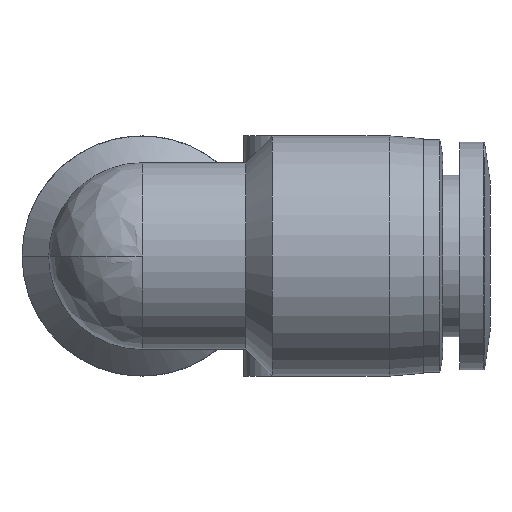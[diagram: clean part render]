
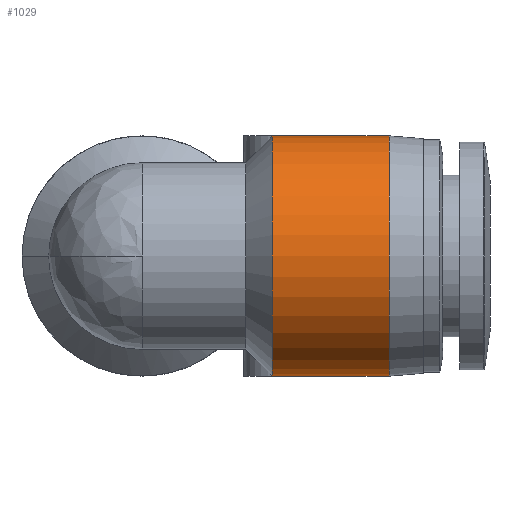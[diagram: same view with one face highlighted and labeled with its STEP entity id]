
A CAD part, left-side view. The second image highlights one B-rep face of the part: STEP entity #1029.
In plain terms, the highlighted cylindrical face has radius 8.75 mm (diameter 17.5 mm), a partial arc.
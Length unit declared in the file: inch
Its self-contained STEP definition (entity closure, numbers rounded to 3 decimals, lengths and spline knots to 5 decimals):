
#15 = AXIS2_PLACEMENT_3D ( 'NONE', #1881, #2149, #1090 ) ;
#80 = ORIENTED_EDGE ( 'NONE', *, *, #119, .F. ) ;
#119 = EDGE_CURVE ( 'NONE', #2674, #3133, #133, .T. ) ;
#133 = LINE ( 'NONE', #496, #682 ) ;
#458 = DIRECTION ( 'NONE',  ( 0., 1., 0. ) ) ;
#477 = AXIS2_PLACEMENT_3D ( 'NONE', #2741, #2724, #2698 ) ;
#496 = CARTESIAN_POINT ( 'NONE',  ( 0., -0.54134, -0.34449 ) ) ;
#548 = CARTESIAN_POINT ( 'NONE',  ( 0., -0.37402, -0.34449 ) ) ;
#630 = CYLINDRICAL_SURFACE ( 'NONE', #15, 0.34449 ) ;
#682 = VECTOR ( 'NONE', #458, 39.37008 ) ;
#786 = CARTESIAN_POINT ( 'NONE',  ( 0., -0.54134, 0.34449 ) ) ;
#928 = AXIS2_PLACEMENT_3D ( 'NONE', #2956, #1327, #3252 ) ;
#929 = EDGE_CURVE ( 'NONE', #3133, #3180, #2613, .T. ) ;
#948 = ORIENTED_EDGE ( 'NONE', *, *, #929, .F. ) ;
#1029 = ADVANCED_FACE ( 'NONE', ( #1226 ), #630, .T. ) ;
#1090 = DIRECTION ( 'NONE',  ( 0., 0., 1. ) ) ;
#1122 = CIRCLE ( 'NONE', #928, 0.34449 ) ;
#1226 = FACE_OUTER_BOUND ( 'NONE', #1992, .T. ) ;
#1327 = DIRECTION ( 'NONE',  ( 0., 1., 0. ) ) ;
#1399 = CARTESIAN_POINT ( 'NONE',  ( 0., -0.70866, 0.34449 ) ) ;
#1460 = VERTEX_POINT ( 'NONE', #1399 ) ;
#1643 = ORIENTED_EDGE ( 'NONE', *, *, #2940, .T. ) ;
#1719 = EDGE_CURVE ( 'NONE', #2674, #1460, #1122, .T. ) ;
#1881 = CARTESIAN_POINT ( 'NONE',  ( 0., -0.54134, 0. ) ) ;
#1992 = EDGE_LOOP ( 'NONE', ( #80, #2500, #1643, #948 ) ) ;
#2149 = DIRECTION ( 'NONE',  ( 0., 1., 0. ) ) ;
#2248 = CARTESIAN_POINT ( 'NONE',  ( 0., -0.37402, 0.34449 ) ) ;
#2500 = ORIENTED_EDGE ( 'NONE', *, *, #1719, .T. ) ;
#2521 = VECTOR ( 'NONE', #3309, 39.37008 ) ;
#2563 = CARTESIAN_POINT ( 'NONE',  ( 0., -0.70866, -0.34449 ) ) ;
#2613 = CIRCLE ( 'NONE', #477, 0.34449 ) ;
#2674 = VERTEX_POINT ( 'NONE', #2563 ) ;
#2698 = DIRECTION ( 'NONE',  ( -1., 0., 0. ) ) ;
#2724 = DIRECTION ( 'NONE',  ( 0., 1., 0. ) ) ;
#2741 = CARTESIAN_POINT ( 'NONE',  ( 0., -0.37402, 0. ) ) ;
#2940 = EDGE_CURVE ( 'NONE', #1460, #3180, #3271, .T. ) ;
#2956 = CARTESIAN_POINT ( 'NONE',  ( 0., -0.70866, 0. ) ) ;
#3133 = VERTEX_POINT ( 'NONE', #548 ) ;
#3180 = VERTEX_POINT ( 'NONE', #2248 ) ;
#3252 = DIRECTION ( 'NONE',  ( 0., 0., 1. ) ) ;
#3271 = LINE ( 'NONE', #786, #2521 ) ;
#3309 = DIRECTION ( 'NONE',  ( 0., 1., 0. ) ) ;
